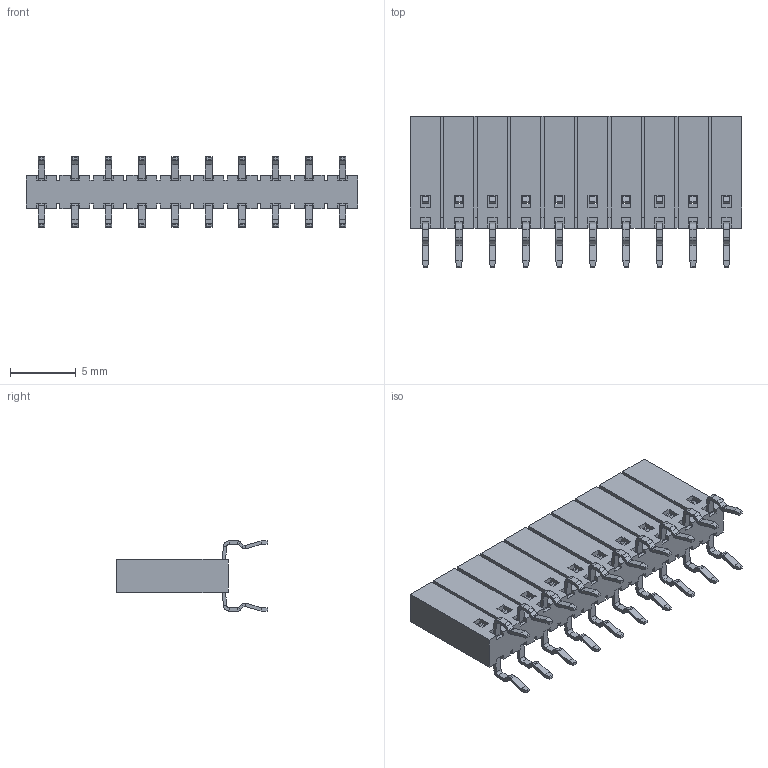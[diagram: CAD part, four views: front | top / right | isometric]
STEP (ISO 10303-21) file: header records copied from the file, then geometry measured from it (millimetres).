
FILE_DESCRIPTION( ('This file contains a STEP AP42 implementation' ,'as created by ZW3D STEP Interface translator.') ,'2;1' );
FILE_NAME( '2185E-1XXWXXDUNXX.stp' ,'23 5 3.1957 1', (''), ('ZWCAD Software Co.'), 'Version 1.0', 'ZW3D to STEP translator', '' );
FILE_SCHEMA(('AUTOMOTIVE_DESIGN { 1 0 10303 214 1 1 1 1 }'));
Length unit declared in the file: millimetre
Products named in the file (2): 0; 2185E-120WXXDUNX3001
Bounding box: 25.15 x 11.5 x 5.33 mm (x, y, z)
Volume: 381.9 mm3; surface area: 1824.4 mm2
Topology: 1 solids, 1 shells, 2514 faces, 6820 edges, 4268 vertices
Faces by surface type: plane 1834, cylinder 500, bspline 180
Entity records: 102820 total; most frequent: CARTESIAN_POINT 49073, ORIENTED_EDGE 13680, EDGE_CURVE 6820, DIRECTION 5848, B_SPLINE_CURVE_WITH_KNOTS 5722, VERTEX_POINT 4268, EDGE_LOOP 2734, FACE_OUTER_BOUND 2514
